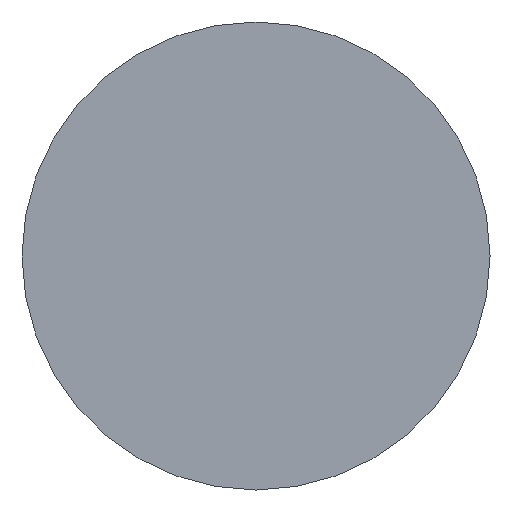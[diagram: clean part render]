
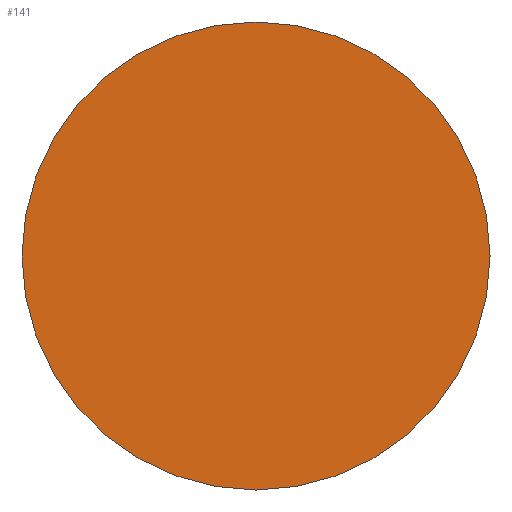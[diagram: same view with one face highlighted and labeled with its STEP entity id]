
A CAD part, front view. The second image highlights one B-rep face of the part: STEP entity #141.
In plain terms, the highlighted planar face has unit normal (0, -1, 0).
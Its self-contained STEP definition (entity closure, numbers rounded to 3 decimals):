
#141=ADVANCED_FACE('',(#320),#321,.T.);
#173=VERTEX_POINT('',#356);
#197=EDGE_CURVE('',#235,#173,#381,.T.);
#211=EDGE_CURVE('',#173,#235,#398,.T.);
#235=VERTEX_POINT('',#427);
#320=FACE_OUTER_BOUND('',#522,.T.);
#321=PLANE('',#523);
#356=CARTESIAN_POINT('',(20.0,-40.0,0.));
#381=CIRCLE('',#599,20.0);
#398=CIRCLE('',#622,20.0);
#427=CARTESIAN_POINT('',(-20.0,-40.0,0.));
#522=EDGE_LOOP('',(#739,#740));
#523=AXIS2_PLACEMENT_3D('',#741,#742,#743);
#599=AXIS2_PLACEMENT_3D('',#792,#793,#794);
#622=AXIS2_PLACEMENT_3D('',#821,#822,#823);
#739=ORIENTED_EDGE('',*,*,#211,.T.);
#740=ORIENTED_EDGE('',*,*,#197,.T.);
#741=CARTESIAN_POINT('',(0.0,-40.0,0.));
#742=DIRECTION('',(0.0,-1.0,0.));
#743=DIRECTION('',(1.0,0.0,0.0));
#792=CARTESIAN_POINT('',(0.0,-40.0,0.));
#793=DIRECTION('',(0.0,-1.0,0.));
#794=DIRECTION('',(1.0,0.0,0.0));
#821=CARTESIAN_POINT('',(0.0,-40.0,0.));
#822=DIRECTION('',(0.0,-1.0,0.));
#823=DIRECTION('',(1.0,0.0,0.0));
